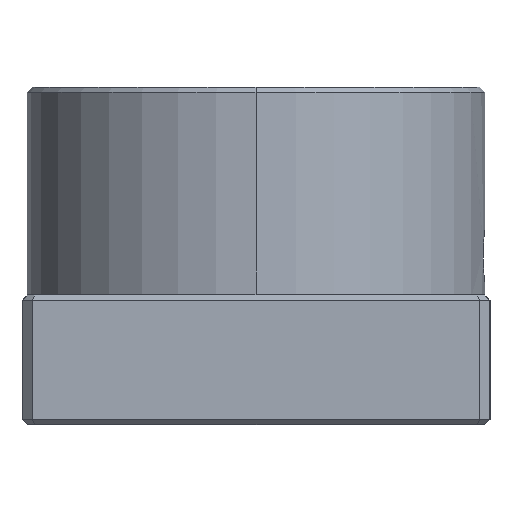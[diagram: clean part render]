
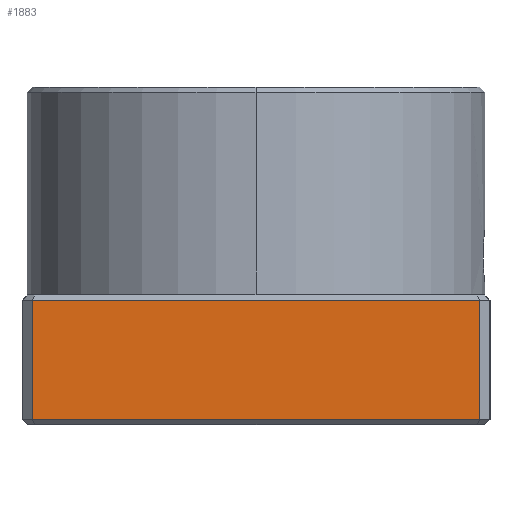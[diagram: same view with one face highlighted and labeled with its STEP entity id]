
A CAD part, left-side view. The second image highlights one B-rep face of the part: STEP entity #1883.
In plain terms, the highlighted planar face has unit normal (-1, 0, 0).
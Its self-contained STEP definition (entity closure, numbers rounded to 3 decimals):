
#15 = LINE ( 'NONE', #1635, #1956 ) ;
#38 = LINE ( 'NONE', #2126, #217 ) ;
#95 = DIRECTION ( 'NONE',  ( 0., 0., -1. ) ) ;
#144 = FACE_OUTER_BOUND ( 'NONE', #536, .T. ) ;
#201 = DIRECTION ( 'NONE',  ( 0., -1., 0. ) ) ;
#207 = CARTESIAN_POINT ( 'NONE',  ( -77.5, 43., 1. ) ) ;
#208 = CARTESIAN_POINT ( 'NONE',  ( -77.5, -43., 24. ) ) ;
#217 = VECTOR ( 'NONE', #95, 1000. ) ;
#228 = DIRECTION ( 'NONE',  ( 0., 0., -1. ) ) ;
#377 = CARTESIAN_POINT ( 'NONE',  ( -77.5, 43., 1. ) ) ;
#452 = ORIENTED_EDGE ( 'NONE', *, *, #2129, .T. ) ;
#516 = EDGE_CURVE ( 'NONE', #863, #1442, #38, .T. ) ;
#536 = EDGE_LOOP ( 'NONE', ( #452, #1401, #2142, #1571 ) ) ;
#601 = CARTESIAN_POINT ( 'NONE',  ( -77.5, -43., 1. ) ) ;
#803 = LINE ( 'NONE', #1709, #2141 ) ;
#818 = DIRECTION ( 'NONE',  ( 0., 1., 0. ) ) ;
#863 = VERTEX_POINT ( 'NONE', #208 ) ;
#887 = EDGE_CURVE ( 'NONE', #1383, #1442, #1466, .T. ) ;
#980 = VECTOR ( 'NONE', #201, 1000. ) ;
#1060 = VERTEX_POINT ( 'NONE', #1771 ) ;
#1203 = CARTESIAN_POINT ( 'NONE',  ( -77.5, 43., 25. ) ) ;
#1383 = VERTEX_POINT ( 'NONE', #207 ) ;
#1401 = ORIENTED_EDGE ( 'NONE', *, *, #887, .T. ) ;
#1442 = VERTEX_POINT ( 'NONE', #601 ) ;
#1466 = LINE ( 'NONE', #377, #980 ) ;
#1508 = PLANE ( 'NONE',  #1796 ) ;
#1571 = ORIENTED_EDGE ( 'NONE', *, *, #1802, .T. ) ;
#1635 = CARTESIAN_POINT ( 'NONE',  ( -77.5, 43., 24. ) ) ;
#1668 = DIRECTION ( 'NONE',  ( 0., 1., 0. ) ) ;
#1709 = CARTESIAN_POINT ( 'NONE',  ( -77.5, 43., 25. ) ) ;
#1771 = CARTESIAN_POINT ( 'NONE',  ( -77.5, 43., 24. ) ) ;
#1796 = AXIS2_PLACEMENT_3D ( 'NONE', #1203, #1856, #1668 ) ;
#1802 = EDGE_CURVE ( 'NONE', #863, #1060, #15, .T. ) ;
#1856 = DIRECTION ( 'NONE',  ( 1., 0., 0. ) ) ;
#1883 = ADVANCED_FACE ( 'NONE', ( #144 ), #1508, .F. ) ;
#1956 = VECTOR ( 'NONE', #818, 1000. ) ;
#2126 = CARTESIAN_POINT ( 'NONE',  ( -77.5, -43., 25. ) ) ;
#2129 = EDGE_CURVE ( 'NONE', #1060, #1383, #803, .T. ) ;
#2141 = VECTOR ( 'NONE', #228, 1000. ) ;
#2142 = ORIENTED_EDGE ( 'NONE', *, *, #516, .F. ) ;
